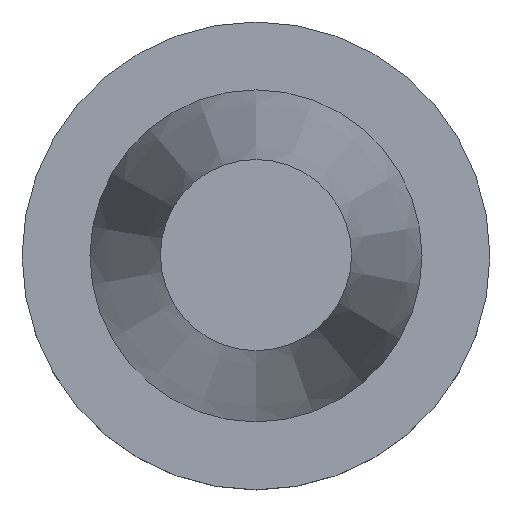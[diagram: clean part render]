
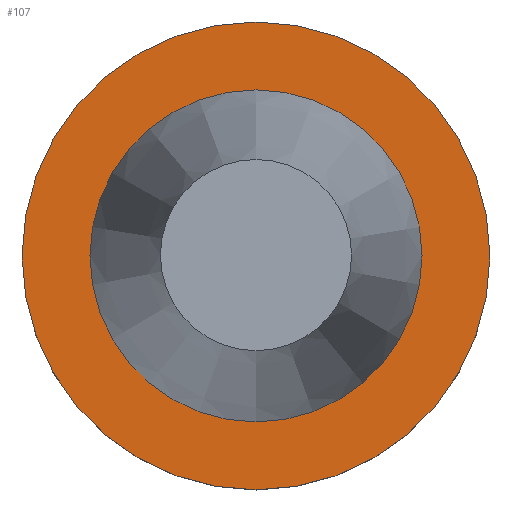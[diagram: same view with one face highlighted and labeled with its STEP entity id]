
A CAD part, top view. The second image highlights one B-rep face of the part: STEP entity #107.
In plain terms, the highlighted planar face has unit normal (0, 0, 1).
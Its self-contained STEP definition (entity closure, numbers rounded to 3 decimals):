
#69=EDGE_CURVE('Unnamed[1]',#174,#174,#175,.T.);
#107=ADVANCED_FACE('Unnamed[1]',(#233,#234),#235,.T.);
#112=EDGE_CURVE('Unnamed[1]',#241,#241,#242,.T.);
#174=VERTEX_POINT('',#312);
#175=CIRCLE('',#313,34.925);
#233=FACE_OUTER_BOUND('',#386,.T.);
#234=FACE_BOUND('',#387,.T.);
#235=PLANE('',#388);
#241=VERTEX_POINT('',#396);
#242=CIRCLE('',#397,49.213);
#312=CARTESIAN_POINT('',(0.,34.925,-1.5));
#313=AXIS2_PLACEMENT_3D('',#466,#467,#468);
#386=EDGE_LOOP('',(#532));
#387=EDGE_LOOP('',(#533));
#388=AXIS2_PLACEMENT_3D('',#534,#535,#536);
#396=CARTESIAN_POINT('',(0.,49.213,-1.5));
#397=AXIS2_PLACEMENT_3D('',#542,#543,#544);
#466=CARTESIAN_POINT('',(0.,0.,-1.5));
#467=DIRECTION('',(0.,0.,-1.0));
#468=DIRECTION('',(0.,1.0,0.));
#532=ORIENTED_EDGE('',*,*,#112,.F.);
#533=ORIENTED_EDGE('',*,*,#69,.T.);
#534=CARTESIAN_POINT('',(0.,42.069,-1.5));
#535=DIRECTION('',(0.,0.,1.0));
#536=DIRECTION('',(0.,-1.0,0.));
#542=CARTESIAN_POINT('',(0.,0.,-1.5));
#543=DIRECTION('',(0.,0.,-1.0));
#544=DIRECTION('',(0.,1.0,0.));
